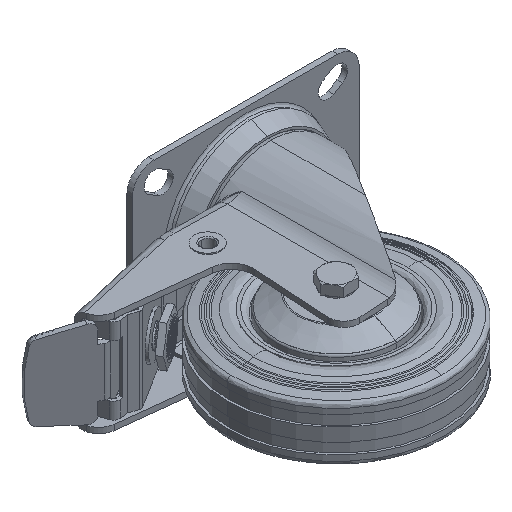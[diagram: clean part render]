
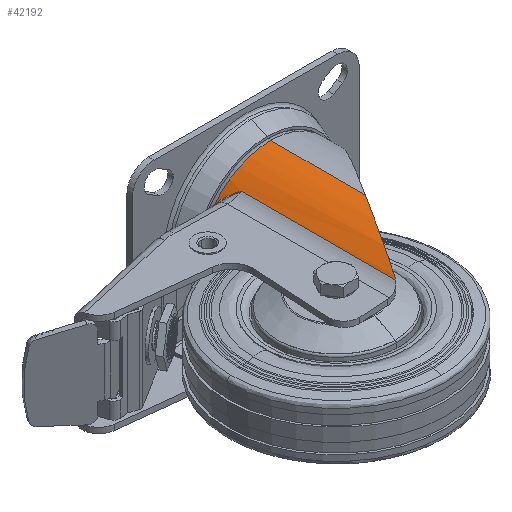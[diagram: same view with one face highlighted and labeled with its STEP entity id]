
A CAD part, isometric view. The second image highlights one B-rep face of the part: STEP entity #42192.
In plain terms, the highlighted cylindrical face has radius 32.5 mm (diameter 65 mm), a partial arc.
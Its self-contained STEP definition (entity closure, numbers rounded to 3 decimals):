
#10770 = EDGE_CURVE ( 'NONE', #32532, #32575, #37357, .T. ) ;
#18351 = AXIS2_PLACEMENT_3D ( 'NONE', #65680, #65678, #65676 ) ;
#20445 = EDGE_LOOP ( 'NONE', ( #31378, #31382, #31386, #31391, #31395, #31399, #31404 ) ) ;
#21156 = EDGE_CURVE ( 'NONE', #33071, #32575, #24901, .T. ) ;
#21158 = EDGE_CURVE ( 'NONE', #33055, #33036, #24904, .T. ) ;
#21182 = EDGE_CURVE ( 'NONE', #32532, #33043, #23769, .T. ) ;
#21193 = EDGE_CURVE ( 'NONE', #33043, #33055, #24924, .T. ) ;
#21203 = EDGE_CURVE ( 'NONE', #33036, #33074, #23788, .T. ) ;
#21212 = EDGE_CURVE ( 'NONE', #33074, #33071, #24935, .T. ) ;
#23769 = CIRCLE ( 'NONE', #50585, 32.5 ) ;
#23788 = LINE ( 'NONE', #26973, #23789 ) ;
#23789 = VECTOR ( 'NONE', #26974, 1000. ) ;
#24901 = B_SPLINE_CURVE_WITH_KNOTS ( 'NONE', 3,
 ( #26743, #26737, #26738, #26744, #26745, #26746, #26747, #26748, #26749, #26750, #26751, #26752 ),
 .UNSPECIFIED., .F., .F.,
 ( 4, 2, 2, 2, 2, 4 ),
 ( 0., 0.009, 0.019, 0.028, 0.033, 0.038 ),
 .UNSPECIFIED. ) ;
#24904 = B_SPLINE_CURVE_WITH_KNOTS ( 'NONE', 3,
 ( #26753, #26754, #26758, #26759, #26760, #26761, #26762, #26763, #26764, #26765, #26766, #26767, #26768, #26769, #26770, #26771, #26772, #26773, #26774, #26775, #26776, #26777, #26778, #26779, #26780, #26781, #26782, #26783, #26784, #26785, #26786, #26787 ),
 .UNSPECIFIED., .F., .F.,
 ( 4, 2, 1, 1, 1, 2, 2, 2, 1, 1, 1, 2, 2, 2, 1, 1, 1, 1, 2, 2, 4 ),
 ( 0., 0.25, 0.375, 0.437, 0.469, 0.484, 0.5, 0.625, 0.687, 0.719, 0.734, 0.742, 0.75, 0.812, 0.844, 0.859, 0.867, 0.871, 0.873, 0.875, 1. ),
 .UNSPECIFIED. ) ;
#24924 = B_SPLINE_CURVE_WITH_KNOTS ( 'NONE', 3,
 ( #26938, #26939, #26943, #26944 ),
 .UNSPECIFIED., .F., .F.,
 ( 4, 4 ),
 ( 0., 1. ),
 .UNSPECIFIED. ) ;
#24935 = B_SPLINE_CURVE_WITH_KNOTS ( 'NONE', 3,
 ( #26998, #26997, #27002, #27003 ),
 .UNSPECIFIED., .F., .F.,
 ( 4, 4 ),
 ( 0., 0.002 ),
 .UNSPECIFIED. ) ;
#26737 = CARTESIAN_POINT ( 'NONE',  ( 15.148, -3.369, 27.411 ) ) ;
#26738 = CARTESIAN_POINT ( 'NONE',  ( 16.63, -0.705, 28.3 ) ) ;
#26743 = CARTESIAN_POINT ( 'NONE',  ( 13.701, -6.021, 26.368 ) ) ;
#26744 = CARTESIAN_POINT ( 'NONE',  ( 19.661, 4.64, 29.818 ) ) ;
#26745 = CARTESIAN_POINT ( 'NONE',  ( 21.211, 7.32, 30.447 ) ) ;
#26746 = CARTESIAN_POINT ( 'NONE',  ( 24.379, 12.694, 31.461 ) ) ;
#26747 = CARTESIAN_POINT ( 'NONE',  ( 25.996, 15.388, 31.845 ) ) ;
#26748 = CARTESIAN_POINT ( 'NONE',  ( 28.476, 19.438, 32.235 ) ) ;
#26749 = CARTESIAN_POINT ( 'NONE',  ( 29.312, 20.79, 32.334 ) ) ;
#26750 = CARTESIAN_POINT ( 'NONE',  ( 31., 23.494, 32.467 ) ) ;
#26751 = CARTESIAN_POINT ( 'NONE',  ( 31.848, 24.84, 32.5 ) ) ;
#26752 = CARTESIAN_POINT ( 'NONE',  ( 32.7, 26.179, 32.5 ) ) ;
#26753 = CARTESIAN_POINT ( 'NONE',  ( 7.383, 69.305, 20.378 ) ) ;
#26754 = CARTESIAN_POINT ( 'NONE',  ( 7.724, 69.057, 20.802 ) ) ;
#26758 = CARTESIAN_POINT ( 'NONE',  ( 8.081, 68.752, 21.225 ) ) ;
#26759 = CARTESIAN_POINT ( 'NONE',  ( 8.643, 68.211, 21.854 ) ) ;
#26760 = CARTESIAN_POINT ( 'NONE',  ( 8.93, 67.919, 22.167 ) ) ;
#26761 = CARTESIAN_POINT ( 'NONE',  ( 9.276, 67.541, 22.53 ) ) ;
#26762 = CARTESIAN_POINT ( 'NONE',  ( 9.452, 67.343, 22.71 ) ) ;
#26763 = CARTESIAN_POINT ( 'NONE',  ( 9.528, 67.256, 22.788 ) ) ;
#26764 = CARTESIAN_POINT ( 'NONE',  ( 9.578, 67.198, 22.839 ) ) ;
#26765 = CARTESIAN_POINT ( 'NONE',  ( 9.603, 67.17, 22.864 ) ) ;
#26766 = CARTESIAN_POINT ( 'NONE',  ( 9.843, 66.891, 23.106 ) ) ;
#26767 = CARTESIAN_POINT ( 'NONE',  ( 10.067, 66.621, 23.326 ) ) ;
#26768 = CARTESIAN_POINT ( 'NONE',  ( 10.42, 66.182, 23.662 ) ) ;
#26769 = CARTESIAN_POINT ( 'NONE',  ( 10.601, 65.954, 23.832 ) ) ;
#26770 = CARTESIAN_POINT ( 'NONE',  ( 10.82, 65.674, 24.032 ) ) ;
#26771 = CARTESIAN_POINT ( 'NONE',  ( 10.931, 65.53, 24.132 ) ) ;
#26772 = CARTESIAN_POINT ( 'NONE',  ( 10.979, 65.467, 24.175 ) ) ;
#26773 = CARTESIAN_POINT ( 'NONE',  ( 11.011, 65.425, 24.204 ) ) ;
#26774 = CARTESIAN_POINT ( 'NONE',  ( 11.029, 65.403, 24.22 ) ) ;
#26775 = CARTESIAN_POINT ( 'NONE',  ( 11.164, 65.226, 24.341 ) ) ;
#26776 = CARTESIAN_POINT ( 'NONE',  ( 11.29, 65.06, 24.452 ) ) ;
#26777 = CARTESIAN_POINT ( 'NONE',  ( 11.488, 64.798, 24.624 ) ) ;
#26778 = CARTESIAN_POINT ( 'NONE',  ( 11.59, 64.663, 24.711 ) ) ;
#26779 = CARTESIAN_POINT ( 'NONE',  ( 11.712, 64.5, 24.814 ) ) ;
#26780 = CARTESIAN_POINT ( 'NONE',  ( 11.774, 64.417, 24.867 ) ) ;
#26781 = CARTESIAN_POINT ( 'NONE',  ( 11.806, 64.375, 24.893 ) ) ;
#26782 = CARTESIAN_POINT ( 'NONE',  ( 11.819, 64.357, 24.904 ) ) ;
#26783 = CARTESIAN_POINT ( 'NONE',  ( 11.828, 64.345, 24.912 ) ) ;
#26784 = CARTESIAN_POINT ( 'NONE',  ( 11.834, 64.337, 24.917 ) ) ;
#26785 = CARTESIAN_POINT ( 'NONE',  ( 12.064, 64.029, 25.11 ) ) ;
#26786 = CARTESIAN_POINT ( 'NONE',  ( 12.35, 63.644, 25.344 ) ) ;
#26787 = CARTESIAN_POINT ( 'NONE',  ( 12.7, 63.177, 25.618 ) ) ;
#26891 = CARTESIAN_POINT ( 'NONE',  ( 32.7, 69.677, 0. ) ) ;
#26892 = DIRECTION ( 'NONE',  ( 0., -1., 0. ) ) ;
#26893 = DIRECTION ( 'NONE',  ( 0., 0., 1. ) ) ;
#26938 = CARTESIAN_POINT ( 'NONE',  ( 6.802, 69.677, 19.635 ) ) ;
#26939 = CARTESIAN_POINT ( 'NONE',  ( 6.994, 69.57, 19.888 ) ) ;
#26943 = CARTESIAN_POINT ( 'NONE',  ( 7.188, 69.446, 20.136 ) ) ;
#26944 = CARTESIAN_POINT ( 'NONE',  ( 7.383, 69.305, 20.378 ) ) ;
#26973 = CARTESIAN_POINT ( 'NONE',  ( 12.7, 79.693, 25.618 ) ) ;
#26974 = DIRECTION ( 'NONE',  ( 0., -1., 0. ) ) ;
#26997 = CARTESIAN_POINT ( 'NONE',  ( 13.069, -7.06, 25.905 ) ) ;
#26998 = CARTESIAN_POINT ( 'NONE',  ( 12.7, -7.516, 25.618 ) ) ;
#27002 = CARTESIAN_POINT ( 'NONE',  ( 13.405, -6.563, 26.155 ) ) ;
#27003 = CARTESIAN_POINT ( 'NONE',  ( 13.701, -6.021, 26.368 ) ) ;
#27186 = CARTESIAN_POINT ( 'NONE',  ( 32.7, 69.677, 32.5 ) ) ;
#27208 = CARTESIAN_POINT ( 'NONE',  ( 32.7, 26.179, 32.5 ) ) ;
#27381 = CARTESIAN_POINT ( 'NONE',  ( 12.7, 63.177, 25.618 ) ) ;
#27383 = CARTESIAN_POINT ( 'NONE',  ( 6.802, 69.677, 19.635 ) ) ;
#27387 = CARTESIAN_POINT ( 'NONE',  ( 7.383, 69.305, 20.378 ) ) ;
#27392 = CARTESIAN_POINT ( 'NONE',  ( 13.701, -6.021, 26.368 ) ) ;
#27393 = CARTESIAN_POINT ( 'NONE',  ( 12.7, -7.516, 25.618 ) ) ;
#31378 = ORIENTED_EDGE ( 'NONE', *, *, #10770, .F. ) ;
#31382 = ORIENTED_EDGE ( 'NONE', *, *, #21182, .T. ) ;
#31386 = ORIENTED_EDGE ( 'NONE', *, *, #21193, .T. ) ;
#31391 = ORIENTED_EDGE ( 'NONE', *, *, #21158, .T. ) ;
#31395 = ORIENTED_EDGE ( 'NONE', *, *, #21203, .T. ) ;
#31399 = ORIENTED_EDGE ( 'NONE', *, *, #21212, .T. ) ;
#31404 = ORIENTED_EDGE ( 'NONE', *, *, #21156, .T. ) ;
#32532 = VERTEX_POINT ( 'NONE', #27186 ) ;
#32575 = VERTEX_POINT ( 'NONE', #27208 ) ;
#33036 = VERTEX_POINT ( 'NONE', #27381 ) ;
#33043 = VERTEX_POINT ( 'NONE', #27383 ) ;
#33055 = VERTEX_POINT ( 'NONE', #27387 ) ;
#33071 = VERTEX_POINT ( 'NONE', #27392 ) ;
#33074 = VERTEX_POINT ( 'NONE', #27393 ) ;
#37357 = LINE ( 'NONE', #43866, #37365 ) ;
#37365 = VECTOR ( 'NONE', #43871, 1000. ) ;
#42192 = ADVANCED_FACE ( 'NONE', ( #66985 ), #66996, .T. ) ;
#43866 = CARTESIAN_POINT ( 'NONE',  ( 32.7, 79.693, 32.5 ) ) ;
#43871 = DIRECTION ( 'NONE',  ( 0., -1., 0. ) ) ;
#50585 = AXIS2_PLACEMENT_3D ( 'NONE', #26891, #26892, #26893 ) ;
#65676 = DIRECTION ( 'NONE',  ( 0., 0., 1. ) ) ;
#65678 = DIRECTION ( 'NONE',  ( 0., -1., 0. ) ) ;
#65680 = CARTESIAN_POINT ( 'NONE',  ( 32.7, 79.693, 0. ) ) ;
#66985 = FACE_OUTER_BOUND ( 'NONE', #20445, .T. ) ;
#66996 = CYLINDRICAL_SURFACE ( 'NONE', #18351, 32.5 ) ;
